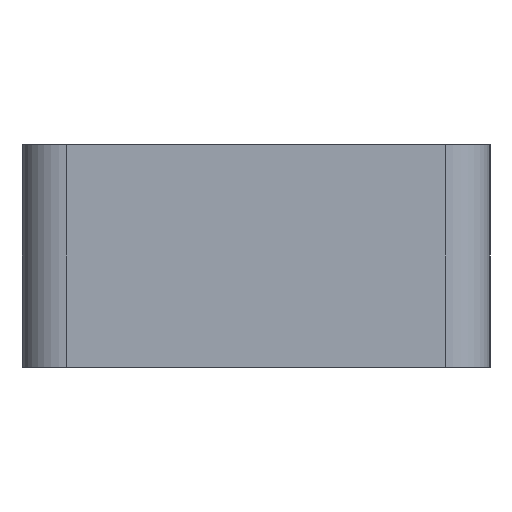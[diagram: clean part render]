
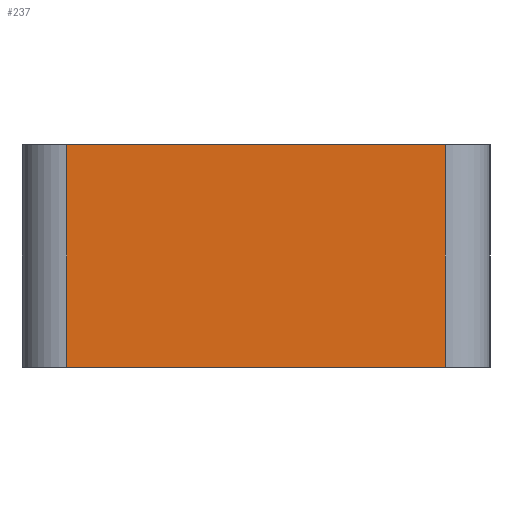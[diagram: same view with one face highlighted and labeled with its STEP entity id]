
A CAD part, left-side view. The second image highlights one B-rep face of the part: STEP entity #237.
In plain terms, the highlighted planar face has unit normal (-1, 0, 0).
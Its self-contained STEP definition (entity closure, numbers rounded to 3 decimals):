
#30=PLANE('',#286);
#42=FACE_OUTER_BOUND('',#58,.T.);
#58=EDGE_LOOP('',(#206,#207,#208,#209));
#64=LINE('',#364,#80);
#69=LINE('',#376,#85);
#72=LINE('',#395,#88);
#79=LINE('',#419,#95);
#80=VECTOR('',#294,10.);
#85=VECTOR('',#305,10.);
#88=VECTOR('',#324,10.);
#95=VECTOR('',#355,10.);
#111=VERTEX_POINT('',#361);
#112=VERTEX_POINT('',#363);
#116=VERTEX_POINT('',#375);
#123=VERTEX_POINT('',#391);
#131=EDGE_CURVE('',#111,#112,#64,.T.);
#137=EDGE_CURVE('',#116,#112,#69,.T.);
#147=EDGE_CURVE('',#116,#123,#72,.T.);
#159=EDGE_CURVE('',#123,#111,#79,.T.);
#206=ORIENTED_EDGE('',*,*,#131,.F.);
#207=ORIENTED_EDGE('',*,*,#159,.F.);
#208=ORIENTED_EDGE('',*,*,#147,.F.);
#209=ORIENTED_EDGE('',*,*,#137,.T.);
#237=ADVANCED_FACE('',(#42),#30,.T.);
#286=AXIS2_PLACEMENT_3D('',#418,#353,#354);
#294=DIRECTION('',(0.,0.,-1.));
#305=DIRECTION('',(0.,-1.,0.));
#324=DIRECTION('',(0.,0.,1.));
#353=DIRECTION('center_axis',(-1.,0.,0.));
#354=DIRECTION('ref_axis',(0.,-1.,0.));
#355=DIRECTION('',(0.,-1.,0.));
#361=CARTESIAN_POINT('',(-39.,-8.5,10.));
#363=CARTESIAN_POINT('',(-39.,-8.5,0.));
#364=CARTESIAN_POINT('',(-39.,-8.5,0.));
#375=CARTESIAN_POINT('',(-39.,8.5,0.));
#376=CARTESIAN_POINT('',(-39.,10.5,0.));
#391=CARTESIAN_POINT('',(-39.,8.5,10.));
#395=CARTESIAN_POINT('',(-39.,8.5,0.));
#418=CARTESIAN_POINT('Origin',(-39.,10.5,0.));
#419=CARTESIAN_POINT('',(-39.,10.5,10.));
